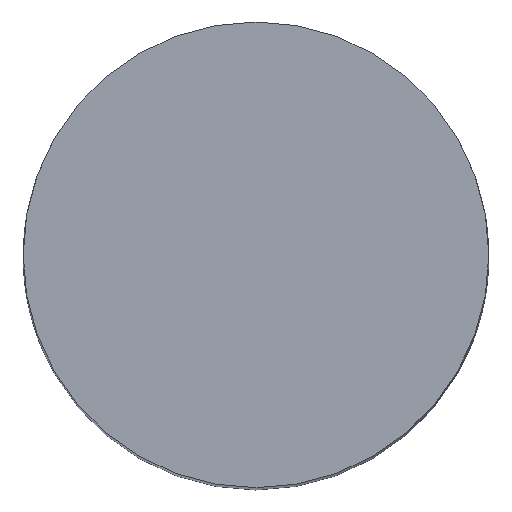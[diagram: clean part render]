
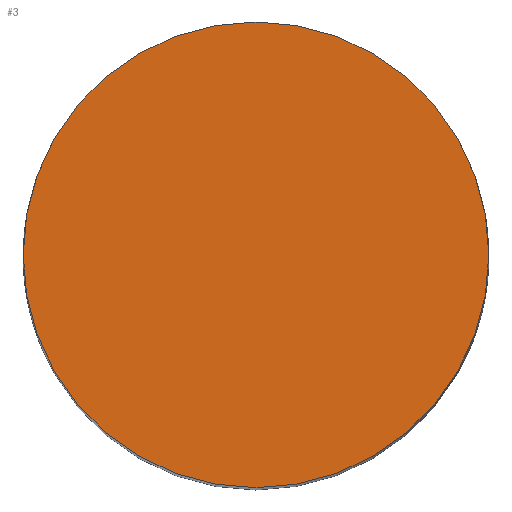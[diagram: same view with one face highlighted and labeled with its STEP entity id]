
A CAD part, top view. The second image highlights one B-rep face of the part: STEP entity #3.
In plain terms, the highlighted planar face has unit normal (0, 0, 1).
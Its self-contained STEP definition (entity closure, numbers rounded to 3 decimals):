
#3 = ADVANCED_FACE ( 'NONE', ( #288 ), #165, .T. ) ;
#17 = VERTEX_POINT ( 'NONE', #27 ) ;
#27 = CARTESIAN_POINT ( 'NONE',  ( 15.9, 0., 90. ) ) ;
#61 = CARTESIAN_POINT ( 'NONE',  ( 0., 0., 90. ) ) ;
#73 = VERTEX_POINT ( 'NONE', #99 ) ;
#99 = CARTESIAN_POINT ( 'NONE',  ( -15.9, 0., 90. ) ) ;
#104 = CARTESIAN_POINT ( 'NONE',  ( 0., 0., 90. ) ) ;
#165 = PLANE ( 'NONE',  #374 ) ;
#166 = DIRECTION ( 'NONE',  ( 0., 0., 1. ) ) ;
#167 = DIRECTION ( 'NONE',  ( 1., 0., 0. ) ) ;
#192 = DIRECTION ( 'NONE',  ( 1., 0., 0. ) ) ;
#193 = DIRECTION ( 'NONE',  ( 0., 0., 1. ) ) ;
#205 = CARTESIAN_POINT ( 'NONE',  ( 0., 0., 90. ) ) ;
#207 = DIRECTION ( 'NONE',  ( 0., 0., 1. ) ) ;
#209 = DIRECTION ( 'NONE',  ( 1., 0., 0. ) ) ;
#269 = CIRCLE ( 'NONE', #370, 15.9 ) ;
#274 = CIRCLE ( 'NONE', #397, 15.9 ) ;
#288 = FACE_OUTER_BOUND ( 'NONE', #299, .T. ) ;
#291 = ORIENTED_EDGE ( 'NONE', *, *, #393, .T. ) ;
#299 = EDGE_LOOP ( 'NONE', ( #291, #306 ) ) ;
#306 = ORIENTED_EDGE ( 'NONE', *, *, #378, .T. ) ;
#370 = AXIS2_PLACEMENT_3D ( 'NONE', #205, #193, #192 ) ;
#374 = AXIS2_PLACEMENT_3D ( 'NONE', #61, #166, #167 ) ;
#378 = EDGE_CURVE ( 'NONE', #17, #73, #274, .T. ) ;
#393 = EDGE_CURVE ( 'NONE', #73, #17, #269, .T. ) ;
#397 = AXIS2_PLACEMENT_3D ( 'NONE', #104, #207, #209 ) ;
